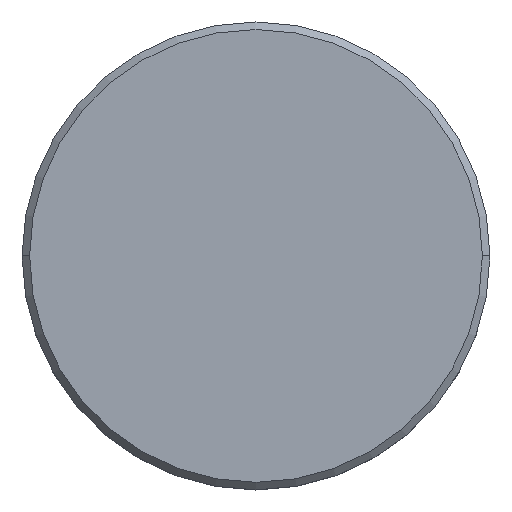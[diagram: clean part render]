
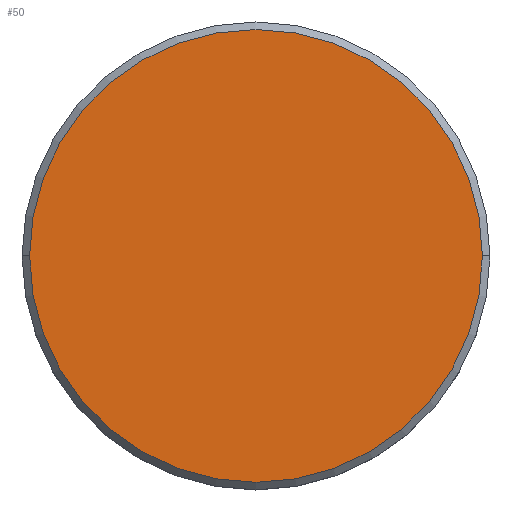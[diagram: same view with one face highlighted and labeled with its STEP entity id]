
A CAD part, top view. The second image highlights one B-rep face of the part: STEP entity #50.
In plain terms, the highlighted planar face has unit normal (0, 0, 1).
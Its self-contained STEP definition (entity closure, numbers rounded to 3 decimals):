
#36 = EDGE_CURVE ( 'NONE', #253, #90, #166, .T. ) ;
#47 = CARTESIAN_POINT ( 'NONE',  ( 0., 0., 0. ) ) ;
#50 = ADVANCED_FACE ( 'NONE', ( #1053 ), #492, .T. ) ;
#90 = VERTEX_POINT ( 'NONE', #1168 ) ;
#126 = CIRCLE ( 'NONE', #382, 15. ) ;
#128 = EDGE_LOOP ( 'NONE', ( #303, #1135 ) ) ;
#166 = CIRCLE ( 'NONE', #1054, 15. ) ;
#183 = DIRECTION ( 'NONE',  ( 0., 0., 1. ) ) ;
#244 = DIRECTION ( 'NONE',  ( 1., 0., 0. ) ) ;
#253 = VERTEX_POINT ( 'NONE', #834 ) ;
#261 = CARTESIAN_POINT ( 'NONE',  ( 0., 0., 0. ) ) ;
#303 = ORIENTED_EDGE ( 'NONE', *, *, #322, .T. ) ;
#322 = EDGE_CURVE ( 'NONE', #90, #253, #126, .T. ) ;
#382 = AXIS2_PLACEMENT_3D ( 'NONE', #261, #183, #901 ) ;
#492 = PLANE ( 'NONE',  #1094 ) ;
#510 = DIRECTION ( 'NONE',  ( 0., 0., 1. ) ) ;
#688 = DIRECTION ( 'NONE',  ( 0., 0., 1. ) ) ;
#834 = CARTESIAN_POINT ( 'NONE',  ( 15., 0., 0. ) ) ;
#866 = DIRECTION ( 'NONE',  ( 1., 0., 0. ) ) ;
#901 = DIRECTION ( 'NONE',  ( 1., 0., 0. ) ) ;
#1053 = FACE_OUTER_BOUND ( 'NONE', #128, .T. ) ;
#1054 = AXIS2_PLACEMENT_3D ( 'NONE', #1161, #688, #244 ) ;
#1094 = AXIS2_PLACEMENT_3D ( 'NONE', #47, #510, #866 ) ;
#1135 = ORIENTED_EDGE ( 'NONE', *, *, #36, .T. ) ;
#1161 = CARTESIAN_POINT ( 'NONE',  ( 0., 0., 0. ) ) ;
#1168 = CARTESIAN_POINT ( 'NONE',  ( -15., 0., 0. ) ) ;
